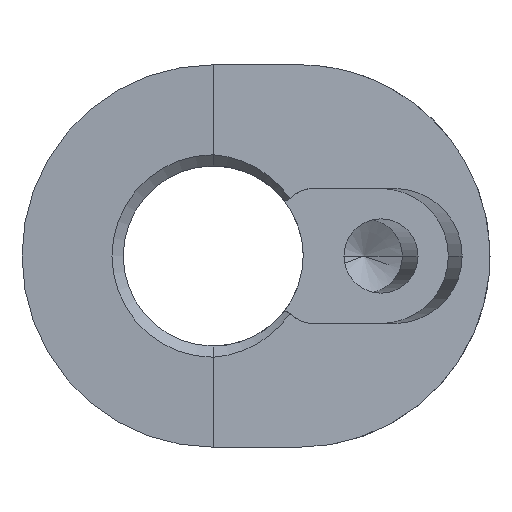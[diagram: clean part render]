
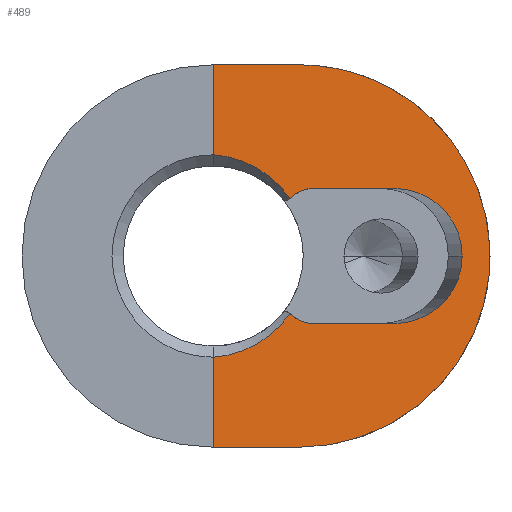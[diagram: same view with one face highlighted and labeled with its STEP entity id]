
A CAD part, left-side view. The second image highlights one B-rep face of the part: STEP entity #489.
In plain terms, the highlighted planar face has unit normal (-0.998, -0.07, 0).
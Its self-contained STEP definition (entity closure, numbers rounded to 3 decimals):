
#8 = EDGE_LOOP ( 'NONE', ( #60, #279, #837, #512, #1168, #575, #1325, #1352, #779, #57, #942, #240, #1165 ) ) ;
#12 = B_SPLINE_CURVE_WITH_KNOTS ( 'NONE', 3,
 ( #1361, #762, #199, #493, #68, #899 ),
 .UNSPECIFIED., .F., .F.,
 ( 4, 2, 4 ),
 ( 0., 0.001, 0.001 ),
 .UNSPECIFIED. ) ;
#23 = CARTESIAN_POINT ( 'NONE',  ( 0., 0., 0. ) ) ;
#28 = VERTEX_POINT ( 'NONE', #391 ) ;
#52 = CARTESIAN_POINT ( 'NONE',  ( 0.238, -3.406, -2.561 ) ) ;
#57 = ORIENTED_EDGE ( 'NONE', *, *, #1241, .F. ) ;
#59 = CARTESIAN_POINT ( 'NONE',  ( 0.183, -2.612, -3.711 ) ) ;
#60 = ORIENTED_EDGE ( 'NONE', *, *, #716, .F. ) ;
#68 = CARTESIAN_POINT ( 'NONE',  ( 0.248, -3.545, 2.7 ) ) ;
#69 = CARTESIAN_POINT ( 'NONE',  ( 0., 0., -4.5 ) ) ;
#71 = CARTESIAN_POINT ( 'NONE',  ( 0.098, -1.396, -4.402 ) ) ;
#79 = VERTEX_POINT ( 'NONE', #223 ) ;
#86 = VERTEX_POINT ( 'NONE', #1084 ) ;
#109 = CARTESIAN_POINT ( 'NONE',  ( 0., 0., 4.5 ) ) ;
#113 = VECTOR ( 'NONE', #999, 1000. ) ;
#146 = CARTESIAN_POINT ( 'NONE',  ( 0.774, -11.063, 0. ) ) ;
#149 = CARTESIAN_POINT ( 'NONE',  ( 0.183, -2.612, 3.711 ) ) ;
#189 = EDGE_CURVE ( 'NONE', #1041, #79, #12, .T. ) ;
#199 = CARTESIAN_POINT ( 'NONE',  ( 0.285, -4.072, 2.961 ) ) ;
#223 = CARTESIAN_POINT ( 'NONE',  ( 0.238, -3.406, 2.561 ) ) ;
#240 = ORIENTED_EDGE ( 'NONE', *, *, #456, .F. ) ;
#243 = EDGE_CURVE ( 'NONE', #941, #86, #1479, .T. ) ;
#266 =( BOUNDED_CURVE ( )  B_SPLINE_CURVE ( 3, ( #579, #149, #558, #413 ),
 .UNSPECIFIED., .F., .F. ) 
 B_SPLINE_CURVE_WITH_KNOTS ( ( 4, 4 ),
 ( 3.745, 4.642 ),
 .UNSPECIFIED. ) 
 CURVE ( )  GEOMETRIC_REPRESENTATION_ITEM ( )  RATIONAL_B_SPLINE_CURVE ( ( 1., 0.934, 0.934, 1. ) ) 
 REPRESENTATION_ITEM ( '' )  );
#279 = ORIENTED_EDGE ( 'NONE', *, *, #952, .F. ) ;
#313 = CARTESIAN_POINT ( 'NONE',  ( 0.564, -8.07, 3. ) ) ;
#320 = CARTESIAN_POINT ( 'NONE',  ( 0.312, -4.464, -3. ) ) ;
#326 = EDGE_CURVE ( 'NONE', #1065, #1298, #724, .T. ) ;
#380 = CARTESIAN_POINT ( 'NONE',  ( 0., 0., 0. ) ) ;
#391 = CARTESIAN_POINT ( 'NONE',  ( 0., 0., -4.5 ) ) ;
#413 = CARTESIAN_POINT ( 'NONE',  ( 0., 0., 4.5 ) ) ;
#430 = CARTESIAN_POINT ( 'NONE',  ( 0.298, -4.268, -3. ) ) ;
#432 = CARTESIAN_POINT ( 'NONE',  ( 0.285, -4.072, -2.961 ) ) ;
#444 = CARTESIAN_POINT ( 'NONE',  ( 0.238, -3.406, -2.561 ) ) ;
#446 = DIRECTION ( 'NONE',  ( -0.998, -0.07, 0. ) ) ;
#456 = EDGE_CURVE ( 'NONE', #1306, #906, #1477, .T. ) ;
#479 = EDGE_CURVE ( 'NONE', #79, #941, #266, .T. ) ;
#483 = CARTESIAN_POINT ( 'NONE',  ( 0.266, -3.8, 8.5 ) ) ;
#485 = CARTESIAN_POINT ( 'NONE',  ( 0., 0., -8.5 ) ) ;
#489 = ADVANCED_FACE ( 'NONE', ( #678 ), #567, .T. ) ;
#493 = CARTESIAN_POINT ( 'NONE',  ( 0.259, -3.711, 2.811 ) ) ;
#512 = ORIENTED_EDGE ( 'NONE', *, *, #326, .T. ) ;
#528 = CARTESIAN_POINT ( 'NONE',  ( 0.238, -3.406, -2.561 ) ) ;
#532 = CARTESIAN_POINT ( 'NONE',  ( 0.564, -8.07, 0. ) ) ;
#546 = CARTESIAN_POINT ( 'NONE',  ( 0.312, -4.464, 3. ) ) ;
#558 = CARTESIAN_POINT ( 'NONE',  ( 0.098, -1.396, 4.402 ) ) ;
#560 = DIRECTION ( 'NONE',  ( -0.07, 0.998, 0. ) ) ;
#567 = PLANE ( 'NONE',  #742 ) ;
#569 = VECTOR ( 'NONE', #1134, 1000. ) ;
#575 = ORIENTED_EDGE ( 'NONE', *, *, #1522, .T. ) ;
#579 = CARTESIAN_POINT ( 'NONE',  ( 0.238, -3.406, 2.561 ) ) ;
#588 = EDGE_CURVE ( 'NONE', #906, #1135, #923, .T. ) ;
#592 = CARTESIAN_POINT ( 'NONE',  ( 0.564, -8.07, -3. ) ) ;
#602 = CARTESIAN_POINT ( 'NONE',  ( 0.266, -3.8, -8.5 ) ) ;
#631 = VECTOR ( 'NONE', #1098, 1000. ) ;
#675 = DIRECTION ( 'NONE',  ( 0.07, -0.998, 0. ) ) ;
#676 = CARTESIAN_POINT ( 'NONE',  ( 0.266, -3.8, 8.5 ) ) ;
#678 = FACE_OUTER_BOUND ( 'NONE', #8, .T. ) ;
#681 = CARTESIAN_POINT ( 'NONE',  ( 1.454, -20.8, 8.5 ) ) ;
#695 = CARTESIAN_POINT ( 'NONE',  ( 0.355, -5.078, 3. ) ) ;
#709 = CARTESIAN_POINT ( 'NONE',  ( 1.454, -20.8, -8.5 ) ) ;
#716 = EDGE_CURVE ( 'NONE', #1042, #1460, #967, .T. ) ;
#724 = LINE ( 'NONE', #1531, #1369 ) ;
#730 =( BOUNDED_CURVE ( )  B_SPLINE_CURVE ( 3, ( #69, #71, #59, #52 ),
 .UNSPECIFIED., .F., .F. ) 
 B_SPLINE_CURVE_WITH_KNOTS ( ( 4, 4 ),
 ( 1.641, 2.538 ),
 .UNSPECIFIED. ) 
 CURVE ( )  GEOMETRIC_REPRESENTATION_ITEM ( )  RATIONAL_B_SPLINE_CURVE ( ( 1., 0.934, 0.934, 1. ) ) 
 REPRESENTATION_ITEM ( '' )  );
#742 = AXIS2_PLACEMENT_3D ( 'NONE', #380, #926, #920 ) ;
#753 = CARTESIAN_POINT ( 'NONE',  ( 0.248, -3.545, -2.7 ) ) ;
#762 = CARTESIAN_POINT ( 'NONE',  ( 0.298, -4.268, 3. ) ) ;
#779 = ORIENTED_EDGE ( 'NONE', *, *, #189, .F. ) ;
#819 = CARTESIAN_POINT ( 'NONE',  ( 0.112, -1.6, 8.5 ) ) ;
#837 = ORIENTED_EDGE ( 'NONE', *, *, #1316, .F. ) ;
#897 = CARTESIAN_POINT ( 'NONE',  ( 0.312, -4.464, -3. ) ) ;
#899 = CARTESIAN_POINT ( 'NONE',  ( 0.238, -3.406, 2.561 ) ) ;
#906 = VERTEX_POINT ( 'NONE', #146 ) ;
#920 = DIRECTION ( 'NONE',  ( 0.07, -0.998, 0. ) ) ;
#923 = CIRCLE ( 'NONE', #1535, 3. ) ;
#926 = DIRECTION ( 'NONE',  ( -0.998, -0.07, 0. ) ) ;
#941 = VERTEX_POINT ( 'NONE', #109 ) ;
#942 = ORIENTED_EDGE ( 'NONE', *, *, #588, .F. ) ;
#952 = EDGE_CURVE ( 'NONE', #28, #1042, #730, .T. ) ;
#967 = B_SPLINE_CURVE_WITH_KNOTS ( 'NONE', 3,
 ( #444, #753, #1584, #432, #430, #320 ),
 .UNSPECIFIED., .F., .F.,
 ( 4, 2, 4 ),
 ( 0., 0.001, 0.001 ),
 .UNSPECIFIED. ) ;
#979 = CARTESIAN_POINT ( 'NONE',  ( 0.266, -3.8, -8.5 ) ) ;
#986 = VECTOR ( 'NONE', #1433, 1000. ) ;
#988 = CARTESIAN_POINT ( 'NONE',  ( 0., 0., 0. ) ) ;
#990 = CARTESIAN_POINT ( 'NONE',  ( 0.355, -5.078, -3. ) ) ;
#998 = LINE ( 'NONE', #819, #1493 ) ;
#999 = DIRECTION ( 'NONE',  ( 0., 0., 1. ) ) ;
#1041 = VERTEX_POINT ( 'NONE', #546 ) ;
#1042 = VERTEX_POINT ( 'NONE', #528 ) ;
#1065 = VERTEX_POINT ( 'NONE', #485 ) ;
#1070 = VERTEX_POINT ( 'NONE', #483 ) ;
#1084 = CARTESIAN_POINT ( 'NONE',  ( 0., 0., 8.5 ) ) ;
#1098 = DIRECTION ( 'NONE',  ( 0.07, -0.998, 0. ) ) ;
#1129 = LINE ( 'NONE', #695, #569 ) ;
#1134 = DIRECTION ( 'NONE',  ( -0.07, 0.998, 0. ) ) ;
#1135 = VERTEX_POINT ( 'NONE', #313 ) ;
#1146 = DIRECTION ( 'NONE',  ( 0.07, -0.998, 0. ) ) ;
#1165 = ORIENTED_EDGE ( 'NONE', *, *, #1413, .F. ) ;
#1168 = ORIENTED_EDGE ( 'NONE', *, *, #1262, .T. ) ;
#1241 = EDGE_CURVE ( 'NONE', #1135, #1041, #1129, .T. ) ;
#1262 = EDGE_CURVE ( 'NONE', #1298, #1070, #1341, .T. ) ;
#1298 = VERTEX_POINT ( 'NONE', #602 ) ;
#1306 = VERTEX_POINT ( 'NONE', #592 ) ;
#1316 = EDGE_CURVE ( 'NONE', #1065, #28, #1474, .T. ) ;
#1325 = ORIENTED_EDGE ( 'NONE', *, *, #243, .F. ) ;
#1341 =( BOUNDED_CURVE ( )  B_SPLINE_CURVE ( 3, ( #979, #709, #681, #676 ),
 .UNSPECIFIED., .F., .T. ) 
 B_SPLINE_CURVE_WITH_KNOTS ( ( 4, 4 ),
 ( 1.571, 4.712 ),
 .UNSPECIFIED. ) 
 CURVE ( )  GEOMETRIC_REPRESENTATION_ITEM ( )  RATIONAL_B_SPLINE_CURVE ( ( 1., 0.333, 0.333, 1. ) ) 
 REPRESENTATION_ITEM ( '' )  );
#1352 = ORIENTED_EDGE ( 'NONE', *, *, #479, .F. ) ;
#1361 = CARTESIAN_POINT ( 'NONE',  ( 0.312, -4.464, 3. ) ) ;
#1369 = VECTOR ( 'NONE', #675, 1000. ) ;
#1413 = EDGE_CURVE ( 'NONE', #1460, #1306, #1620, .T. ) ;
#1433 = DIRECTION ( 'NONE',  ( 0., 0., 1. ) ) ;
#1460 = VERTEX_POINT ( 'NONE', #897 ) ;
#1474 = LINE ( 'NONE', #988, #113 ) ;
#1477 = CIRCLE ( 'NONE', #1559, 3. ) ;
#1479 = LINE ( 'NONE', #23, #986 ) ;
#1483 = DIRECTION ( 'NONE',  ( 0.07, -0.998, 0. ) ) ;
#1493 = VECTOR ( 'NONE', #560, 1000. ) ;
#1507 = DIRECTION ( 'NONE',  ( -0.998, -0.07, 0. ) ) ;
#1522 = EDGE_CURVE ( 'NONE', #1070, #86, #998, .T. ) ;
#1531 = CARTESIAN_POINT ( 'NONE',  ( 0.112, -1.6, -8.5 ) ) ;
#1535 = AXIS2_PLACEMENT_3D ( 'NONE', #1576, #1507, #1483 ) ;
#1559 = AXIS2_PLACEMENT_3D ( 'NONE', #532, #446, #1146 ) ;
#1576 = CARTESIAN_POINT ( 'NONE',  ( 0.564, -8.07, 0. ) ) ;
#1584 = CARTESIAN_POINT ( 'NONE',  ( 0.259, -3.711, -2.811 ) ) ;
#1620 = LINE ( 'NONE', #990, #631 ) ;
